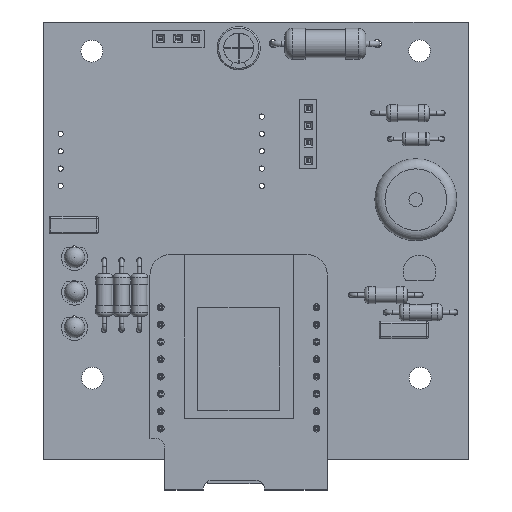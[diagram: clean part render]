
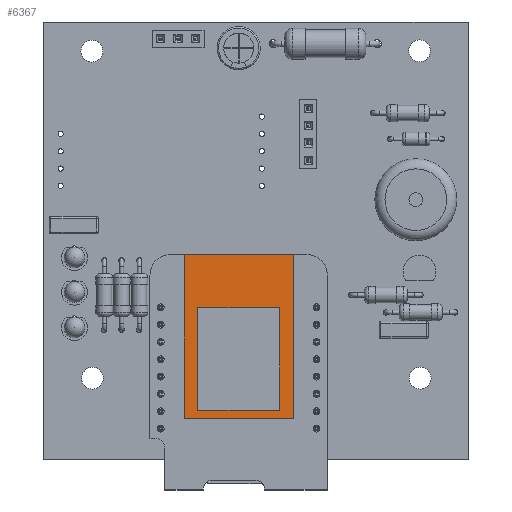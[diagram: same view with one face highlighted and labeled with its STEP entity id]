
A CAD part, top view. The second image highlights one B-rep face of the part: STEP entity #6367.
In plain terms, the highlighted planar face has unit normal (0, 0, 1).
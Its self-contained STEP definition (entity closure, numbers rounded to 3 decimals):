
#5704 = VERTEX_POINT('',#5705);
#5705 = CARTESIAN_POINT('',(3.42,7.73,12.3));
#5711 = EDGE_CURVE('',#5704,#5712,#5714,.T.);
#5712 = VERTEX_POINT('',#5713);
#5713 = CARTESIAN_POINT('',(3.42,-16.27,12.3));
#5714 = LINE('',#5715,#5716);
#5715 = CARTESIAN_POINT('',(3.42,7.73,12.3));
#5716 = VECTOR('',#5717,1.);
#5717 = DIRECTION('',(0.,-1.,0.));
#5735 = EDGE_CURVE('',#5712,#5736,#5738,.T.);
#5736 = VERTEX_POINT('',#5737);
#5737 = CARTESIAN_POINT('',(19.42,-16.27,12.3));
#5738 = LINE('',#5739,#5740);
#5739 = CARTESIAN_POINT('',(3.42,-16.27,12.3));
#5740 = VECTOR('',#5741,1.);
#5741 = DIRECTION('',(1.,0.,0.));
#5759 = EDGE_CURVE('',#5736,#5760,#5762,.T.);
#5760 = VERTEX_POINT('',#5761);
#5761 = CARTESIAN_POINT('',(19.42,7.73,12.3));
#5762 = LINE('',#5763,#5764);
#5763 = CARTESIAN_POINT('',(19.42,-16.27,12.3));
#5764 = VECTOR('',#5765,1.);
#5765 = DIRECTION('',(0.,1.,0.));
#6355 = EDGE_CURVE('',#5760,#5704,#6356,.T.);
#6356 = LINE('',#6357,#6358);
#6357 = CARTESIAN_POINT('',(19.42,7.73,12.3));
#6358 = VECTOR('',#6359,1.);
#6359 = DIRECTION('',(-1.,0.,0.));
#6367 = ADVANCED_FACE('',(#6368,#6374),#6408,.T.);
#6368 = FACE_BOUND('',#6369,.T.);
#6369 = EDGE_LOOP('',(#6370,#6371,#6372,#6373));
#6370 = ORIENTED_EDGE('',*,*,#5735,.T.);
#6371 = ORIENTED_EDGE('',*,*,#5759,.T.);
#6372 = ORIENTED_EDGE('',*,*,#6355,.T.);
#6373 = ORIENTED_EDGE('',*,*,#5711,.T.);
#6374 = FACE_BOUND('',#6375,.T.);
#6375 = EDGE_LOOP('',(#6376,#6386,#6394,#6402));
#6376 = ORIENTED_EDGE('',*,*,#6377,.F.);
#6377 = EDGE_CURVE('',#6378,#6380,#6382,.T.);
#6378 = VERTEX_POINT('',#6379);
#6379 = CARTESIAN_POINT('',(5.42,-15.07,12.3));
#6380 = VERTEX_POINT('',#6381);
#6381 = CARTESIAN_POINT('',(17.42,-15.07,12.3));
#6382 = LINE('',#6383,#6384);
#6383 = CARTESIAN_POINT('',(5.42,-15.07,12.3));
#6384 = VECTOR('',#6385,1.);
#6385 = DIRECTION('',(1.,0.,0.));
#6386 = ORIENTED_EDGE('',*,*,#6387,.F.);
#6387 = EDGE_CURVE('',#6388,#6378,#6390,.T.);
#6388 = VERTEX_POINT('',#6389);
#6389 = CARTESIAN_POINT('',(5.42,-0.07,12.3));
#6390 = LINE('',#6391,#6392);
#6391 = CARTESIAN_POINT('',(5.42,-0.07,12.3));
#6392 = VECTOR('',#6393,1.);
#6393 = DIRECTION('',(0.,-1.,0.));
#6394 = ORIENTED_EDGE('',*,*,#6395,.F.);
#6395 = EDGE_CURVE('',#6396,#6388,#6398,.T.);
#6396 = VERTEX_POINT('',#6397);
#6397 = CARTESIAN_POINT('',(17.42,-0.07,12.3));
#6398 = LINE('',#6399,#6400);
#6399 = CARTESIAN_POINT('',(17.42,-0.07,12.3));
#6400 = VECTOR('',#6401,1.);
#6401 = DIRECTION('',(-1.,0.,0.));
#6402 = ORIENTED_EDGE('',*,*,#6403,.F.);
#6403 = EDGE_CURVE('',#6380,#6396,#6404,.T.);
#6404 = LINE('',#6405,#6406);
#6405 = CARTESIAN_POINT('',(17.42,-15.07,12.3));
#6406 = VECTOR('',#6407,1.);
#6407 = DIRECTION('',(0.,1.,0.));
#6408 = PLANE('',#6409);
#6409 = AXIS2_PLACEMENT_3D('',#6410,#6411,#6412);
#6410 = CARTESIAN_POINT('',(11.42,-4.27,12.3));
#6411 = DIRECTION('',(0.,0.,1.));
#6412 = DIRECTION('',(1.,0.,0.));
